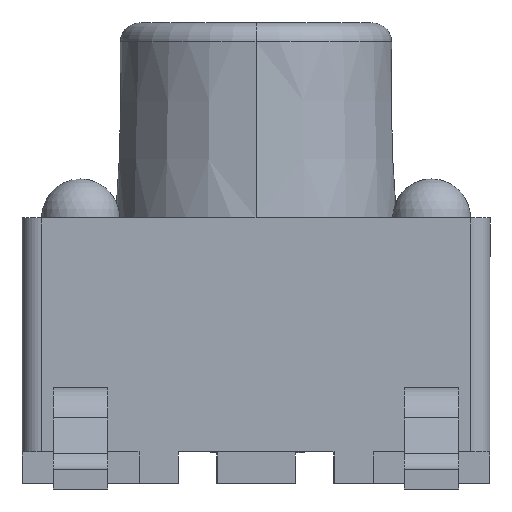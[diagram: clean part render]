
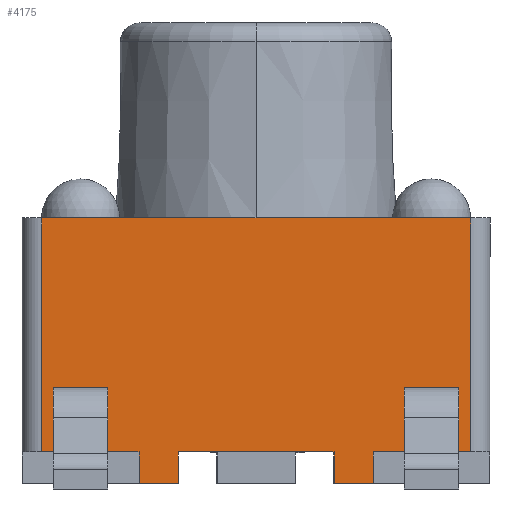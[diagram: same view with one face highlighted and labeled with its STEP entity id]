
A CAD part, left-side view. The second image highlights one B-rep face of the part: STEP entity #4175.
In plain terms, the highlighted face is planar.
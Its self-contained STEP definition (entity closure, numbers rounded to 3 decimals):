
#38 = CARTESIAN_POINT ( 'NONE',  ( -2.75, 3.4, 3. ) ) ;
#75 = VERTEX_POINT ( 'NONE', #38 ) ;
#151 = DIRECTION ( 'NONE',  ( -1., 0., 0. ) ) ;
#311 = CARTESIAN_POINT ( 'NONE',  ( 3., 0., 3. ) ) ;
#551 = VECTOR ( 'NONE', #8532, 1000. ) ;
#718 = EDGE_CURVE ( 'NONE', #7933, #75, #9273, .T. ) ;
#803 = CARTESIAN_POINT ( 'NONE',  ( 2.75, 0.4, 3. ) ) ;
#1015 = DIRECTION ( 'NONE',  ( -1., 0., 0. ) ) ;
#1131 = CARTESIAN_POINT ( 'NONE',  ( -3., 0.4, 3. ) ) ;
#1197 = VECTOR ( 'NONE', #7711, 1000. ) ;
#1278 = VERTEX_POINT ( 'NONE', #3152 ) ;
#1476 = VECTOR ( 'NONE', #8952, 1000. ) ;
#1514 = ORIENTED_EDGE ( 'NONE', *, *, #9431, .F. ) ;
#1517 = DIRECTION ( 'NONE',  ( 0., 1., 0. ) ) ;
#1961 = VERTEX_POINT ( 'NONE', #5919 ) ;
#1978 = FACE_OUTER_BOUND ( 'NONE', #8268, .T. ) ;
#2246 = LINE ( 'NONE', #4493, #6048 ) ;
#2425 = CARTESIAN_POINT ( 'NONE',  ( -3., 0.4, 3. ) ) ;
#2513 = CARTESIAN_POINT ( 'NONE',  ( 2.75, 3.4, 3. ) ) ;
#2737 = LINE ( 'NONE', #4227, #6865 ) ;
#2864 = ORIENTED_EDGE ( 'NONE', *, *, #5233, .F. ) ;
#2871 = CARTESIAN_POINT ( 'NONE',  ( 1., 0.4, 3. ) ) ;
#2932 = CARTESIAN_POINT ( 'NONE',  ( -3., 0.4, 3. ) ) ;
#2935 = ORIENTED_EDGE ( 'NONE', *, *, #5270, .F. ) ;
#3111 = DIRECTION ( 'NONE',  ( -1., 0., 0. ) ) ;
#3152 = CARTESIAN_POINT ( 'NONE',  ( -2.75, 0.4, 3. ) ) ;
#3199 = LINE ( 'NONE', #1131, #4036 ) ;
#3310 = VECTOR ( 'NONE', #8210, 1000. ) ;
#3415 = CARTESIAN_POINT ( 'NONE',  ( -1.5, 0.4, 3. ) ) ;
#3542 = LINE ( 'NONE', #2932, #3310 ) ;
#3652 = VECTOR ( 'NONE', #151, 1000. ) ;
#3725 = ORIENTED_EDGE ( 'NONE', *, *, #7605, .F. ) ;
#3739 = EDGE_CURVE ( 'NONE', #4136, #4365, #4014, .T. ) ;
#3757 = ORIENTED_EDGE ( 'NONE', *, *, #5617, .F. ) ;
#4014 = LINE ( 'NONE', #311, #3652 ) ;
#4036 = VECTOR ( 'NONE', #1015, 1000. ) ;
#4136 = VERTEX_POINT ( 'NONE', #7055 ) ;
#4143 = DIRECTION ( 'NONE',  ( 0., -1., 0. ) ) ;
#4169 = CARTESIAN_POINT ( 'NONE',  ( -1., 0.4, 3. ) ) ;
#4175 = ADVANCED_FACE ( 'NONE', ( #1978 ), #7018, .F. ) ;
#4202 = LINE ( 'NONE', #2513, #6066 ) ;
#4227 = CARTESIAN_POINT ( 'NONE',  ( -1.5, 3.4, 3. ) ) ;
#4365 = VERTEX_POINT ( 'NONE', #5808 ) ;
#4392 = ORIENTED_EDGE ( 'NONE', *, *, #5938, .T. ) ;
#4409 = VERTEX_POINT ( 'NONE', #5541 ) ;
#4493 = CARTESIAN_POINT ( 'NONE',  ( -1., 0.4, 3. ) ) ;
#4750 = VERTEX_POINT ( 'NONE', #2871 ) ;
#5233 = EDGE_CURVE ( 'NONE', #9637, #4136, #7409, .T. ) ;
#5239 = LINE ( 'NONE', #7993, #8028 ) ;
#5270 = EDGE_CURVE ( 'NONE', #1278, #75, #5890, .T. ) ;
#5361 = AXIS2_PLACEMENT_3D ( 'NONE', #6897, #6887, #6876 ) ;
#5541 = CARTESIAN_POINT ( 'NONE',  ( -1., 0., 3. ) ) ;
#5581 = ORIENTED_EDGE ( 'NONE', *, *, #3739, .F. ) ;
#5617 = EDGE_CURVE ( 'NONE', #4750, #7847, #9656, .T. ) ;
#5808 = CARTESIAN_POINT ( 'NONE',  ( 1., 0., 3. ) ) ;
#5890 = LINE ( 'NONE', #8592, #551 ) ;
#5919 = CARTESIAN_POINT ( 'NONE',  ( -1.5, 0., 3. ) ) ;
#5938 = EDGE_CURVE ( 'NONE', #4409, #7847, #2246, .T. ) ;
#6048 = VECTOR ( 'NONE', #6939, 1000. ) ;
#6066 = VECTOR ( 'NONE', #4143, 1000. ) ;
#6602 = ORIENTED_EDGE ( 'NONE', *, *, #9026, .F. ) ;
#6617 = VECTOR ( 'NONE', #3111, 1000. ) ;
#6799 = EDGE_CURVE ( 'NONE', #4750, #4365, #5239, .T. ) ;
#6865 = VECTOR ( 'NONE', #1517, 1000. ) ;
#6876 = DIRECTION ( 'NONE',  ( -1., 0., 0. ) ) ;
#6887 = DIRECTION ( 'NONE',  ( 0., 0., -1. ) ) ;
#6897 = CARTESIAN_POINT ( 'NONE',  ( -3., 3.4, 3. ) ) ;
#6905 = ORIENTED_EDGE ( 'NONE', *, *, #718, .T. ) ;
#6939 = DIRECTION ( 'NONE',  ( 0., 1., 0. ) ) ;
#7000 = VERTEX_POINT ( 'NONE', #3415 ) ;
#7018 = PLANE ( 'NONE',  #5361 ) ;
#7055 = CARTESIAN_POINT ( 'NONE',  ( 1.5, 0., 3. ) ) ;
#7085 = ORIENTED_EDGE ( 'NONE', *, *, #8067, .F. ) ;
#7214 = LINE ( 'NONE', #7655, #1197 ) ;
#7409 = LINE ( 'NONE', #8995, #1476 ) ;
#7564 = CARTESIAN_POINT ( 'NONE',  ( 2.75, 3.4, 3. ) ) ;
#7571 = CARTESIAN_POINT ( 'NONE',  ( 1.5, 0.4, 3. ) ) ;
#7605 = EDGE_CURVE ( 'NONE', #7000, #1278, #3199, .T. ) ;
#7655 = CARTESIAN_POINT ( 'NONE',  ( 3., 0., 3. ) ) ;
#7711 = DIRECTION ( 'NONE',  ( -1., 0., 0. ) ) ;
#7831 = DIRECTION ( 'NONE',  ( 0., -1., 0. ) ) ;
#7847 = VERTEX_POINT ( 'NONE', #4169 ) ;
#7933 = VERTEX_POINT ( 'NONE', #7564 ) ;
#7993 = CARTESIAN_POINT ( 'NONE',  ( 1., 0.4, 3. ) ) ;
#8028 = VECTOR ( 'NONE', #7831, 1000. ) ;
#8067 = EDGE_CURVE ( 'NONE', #7933, #9748, #4202, .T. ) ;
#8210 = DIRECTION ( 'NONE',  ( -1., 0., 0. ) ) ;
#8222 = EDGE_CURVE ( 'NONE', #1961, #7000, #2737, .T. ) ;
#8268 = EDGE_LOOP ( 'NONE', ( #3725, #8878, #1514, #4392, #3757, #9232, #5581, #2864, #6602, #7085, #6905, #2935 ) ) ;
#8324 = DIRECTION ( 'NONE',  ( -1., 0., 0. ) ) ;
#8334 = CARTESIAN_POINT ( 'NONE',  ( 3., 3.4, 3. ) ) ;
#8532 = DIRECTION ( 'NONE',  ( 0., 1., 0. ) ) ;
#8592 = CARTESIAN_POINT ( 'NONE',  ( -2.75, 3.4, 3. ) ) ;
#8878 = ORIENTED_EDGE ( 'NONE', *, *, #8222, .F. ) ;
#8952 = DIRECTION ( 'NONE',  ( 0., -1., 0. ) ) ;
#8995 = CARTESIAN_POINT ( 'NONE',  ( 1.5, 3.4, 3. ) ) ;
#9026 = EDGE_CURVE ( 'NONE', #9748, #9637, #3542, .T. ) ;
#9232 = ORIENTED_EDGE ( 'NONE', *, *, #6799, .T. ) ;
#9273 = LINE ( 'NONE', #8334, #9933 ) ;
#9431 = EDGE_CURVE ( 'NONE', #4409, #1961, #7214, .T. ) ;
#9637 = VERTEX_POINT ( 'NONE', #7571 ) ;
#9656 = LINE ( 'NONE', #2425, #6617 ) ;
#9748 = VERTEX_POINT ( 'NONE', #803 ) ;
#9933 = VECTOR ( 'NONE', #8324, 1000. ) ;
